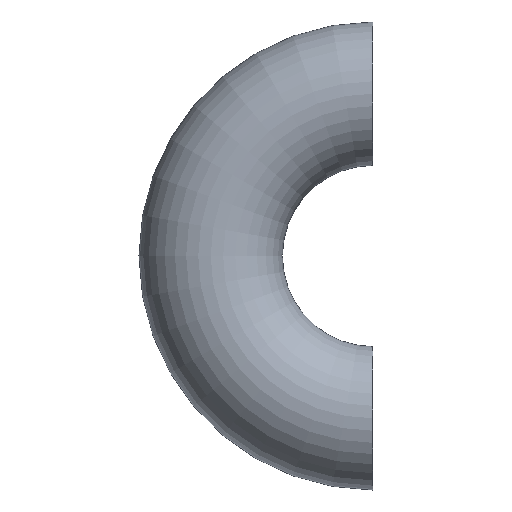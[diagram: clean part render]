
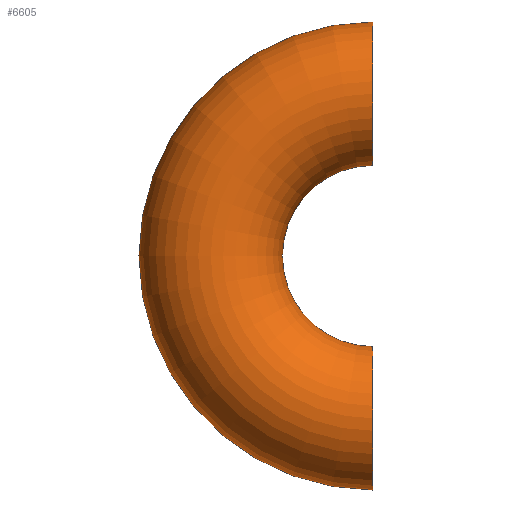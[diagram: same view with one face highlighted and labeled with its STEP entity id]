
A CAD part, left-side view. The second image highlights one B-rep face of the part: STEP entity #6605.
In plain terms, the highlighted toroidal (fillet/blend) face has major radius 48 mm and minor radius 21.2 mm.
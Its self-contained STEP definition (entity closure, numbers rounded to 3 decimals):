
#444 = CIRCLE ( 'NONE', #1873, 69.2 ) ;
#657 = DIRECTION ( 'NONE',  ( 0., 0., 1. ) ) ;
#1275 = CARTESIAN_POINT ( 'NONE',  ( 0., 0., 69.2 ) ) ;
#1486 = VERTEX_POINT ( 'NONE', #1275 ) ;
#1873 = AXIS2_PLACEMENT_3D ( 'NONE', #6058, #1886, #8546 ) ;
#1886 = DIRECTION ( 'NONE',  ( -1., 0., 0. ) ) ;
#2220 = AXIS2_PLACEMENT_3D ( 'NONE', #6431, #3253, #657 ) ;
#2332 = EDGE_LOOP ( 'NONE', ( #9689, #9346, #4488, #5154 ) ) ;
#2499 = DIRECTION ( 'NONE',  ( 0., 0., 1. ) ) ;
#2696 = DIRECTION ( 'NONE',  ( 0., 0., -1. ) ) ;
#3204 = EDGE_CURVE ( 'NONE', #9429, #10331, #10134, .T. ) ;
#3253 = DIRECTION ( 'NONE',  ( -1., 0., 0. ) ) ;
#3282 = CARTESIAN_POINT ( 'NONE',  ( 0., 0., -26.8 ) ) ;
#3599 = DIRECTION ( 'NONE',  ( -1., 0., 0. ) ) ;
#3756 = CIRCLE ( 'NONE', #2220, 26.8 ) ;
#4488 = ORIENTED_EDGE ( 'NONE', *, *, #3204, .T. ) ;
#4496 = CIRCLE ( 'NONE', #6198, 21.2 ) ;
#4772 = CARTESIAN_POINT ( 'NONE',  ( 0., 0., 26.8 ) ) ;
#5119 = DIRECTION ( 'NONE',  ( 0., -1., 0. ) ) ;
#5154 = ORIENTED_EDGE ( 'NONE', *, *, #8380, .F. ) ;
#5821 = EDGE_CURVE ( 'NONE', #1486, #6747, #4496, .T. ) ;
#6058 = CARTESIAN_POINT ( 'NONE',  ( 0., 0., 0. ) ) ;
#6134 = CARTESIAN_POINT ( 'NONE',  ( 0., 0., 0. ) ) ;
#6140 = TOROIDAL_SURFACE ( 'NONE', #9828, 48., 21.2 ) ;
#6198 = AXIS2_PLACEMENT_3D ( 'NONE', #10009, #5119, #2696 ) ;
#6431 = CARTESIAN_POINT ( 'NONE',  ( 0., 0., 0. ) ) ;
#6605 = ADVANCED_FACE ( 'NONE', ( #10362 ), #6140, .T. ) ;
#6747 = VERTEX_POINT ( 'NONE', #4772 ) ;
#6986 = CARTESIAN_POINT ( 'NONE',  ( 0., 0., -48. ) ) ;
#7506 = AXIS2_PLACEMENT_3D ( 'NONE', #6986, #8616, #2499 ) ;
#8380 = EDGE_CURVE ( 'NONE', #6747, #10331, #3756, .T. ) ;
#8546 = DIRECTION ( 'NONE',  ( 0., 0., 1. ) ) ;
#8616 = DIRECTION ( 'NONE',  ( 0., 1., 0. ) ) ;
#9346 = ORIENTED_EDGE ( 'NONE', *, *, #9533, .T. ) ;
#9429 = VERTEX_POINT ( 'NONE', #10418 ) ;
#9533 = EDGE_CURVE ( 'NONE', #1486, #9429, #444, .T. ) ;
#9689 = ORIENTED_EDGE ( 'NONE', *, *, #5821, .F. ) ;
#9828 = AXIS2_PLACEMENT_3D ( 'NONE', #6134, #3599, #10137 ) ;
#10009 = CARTESIAN_POINT ( 'NONE',  ( 0., 0., 48. ) ) ;
#10134 = CIRCLE ( 'NONE', #7506, 21.2 ) ;
#10137 = DIRECTION ( 'NONE',  ( 0., 0., 1. ) ) ;
#10331 = VERTEX_POINT ( 'NONE', #3282 ) ;
#10362 = FACE_OUTER_BOUND ( 'NONE', #2332, .T. ) ;
#10418 = CARTESIAN_POINT ( 'NONE',  ( 0., 0., -69.2 ) ) ;
